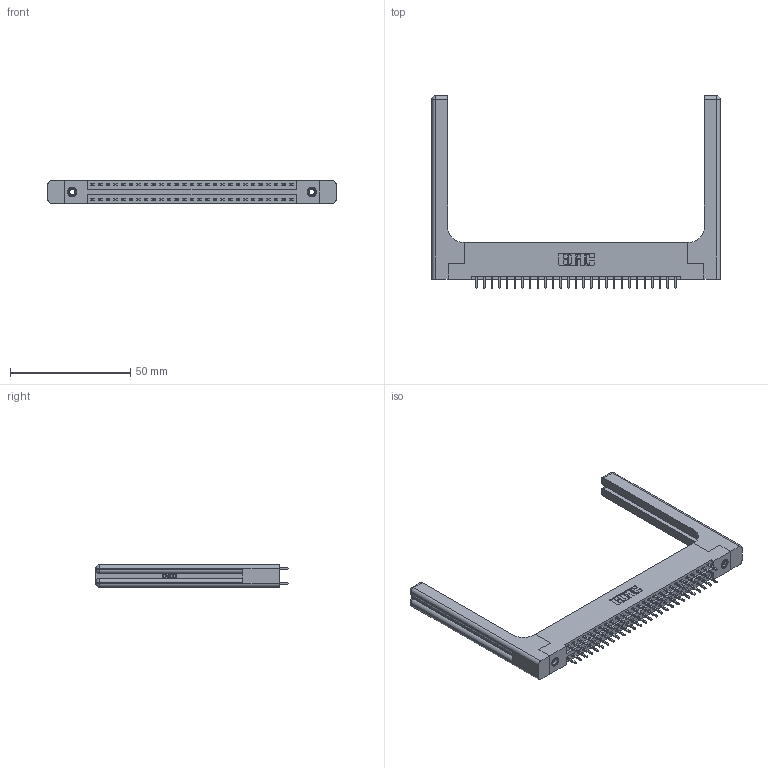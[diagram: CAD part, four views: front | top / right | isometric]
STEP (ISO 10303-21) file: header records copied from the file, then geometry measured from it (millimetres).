
FILE_DESCRIPTION (( 'STEP AP203' ), '1' );
FILE_NAME ('346-054-521-258.STEP', '2022-05-21T02:54:09', ( '' ), ( '' ), 'SwSTEP 2.0', 'SolidWorks 2020', '' );
FILE_SCHEMA (( 'CONFIG_CONTROL_DESIGN' ));
Length unit declared in the file: inch
Products named in the file (5): 346 Part_Flush Mounting Lugs - 0.156 Dia-TH; 345-250-001_345-250-001-102; 345-292-001_345-293-121; 346-220-058_345-220-058; 346-054-521-258
Assembly tree (59 placements, depth 2):
  346-054-521-258
    346 Part_Flush Mounting Lugs - 0.156 Dia-TH
    345-292-001_345-293-121  x54
    345-250-001_345-250-001-102  x2
    346-220-058_345-220-058  x2
Bounding box: 119.79 x 80.01 x 9.4 mm (x, y, z)
Volume: 19018.3 mm3; surface area: 20463.7 mm2
Topology: 59 solids, 59 shells, 3200 faces, 9401 edges, 6174 vertices
Faces by surface type: plane 2128, cylinder 1012, bspline 36, cone 12, sphere 8, torus 4
Entity records: 25256 total; most frequent: CARTESIAN_POINT 5195, ORIENTED_EDGE 3924, DIRECTION 3562, EDGE_CURVE 1962, VECTOR 1630, LINE 1630, VERTEX_POINT 1298, AXIS2_PLACEMENT_3D 966
